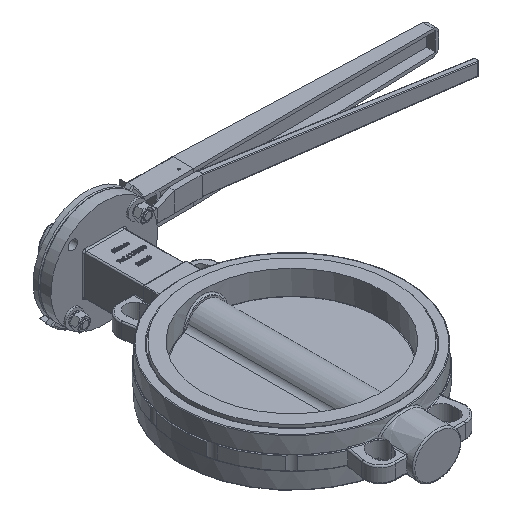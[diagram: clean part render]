
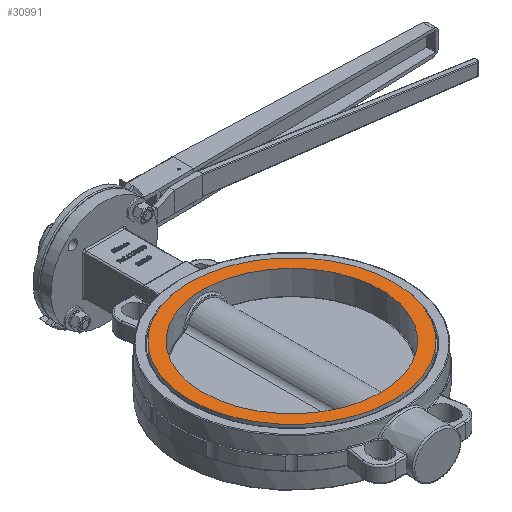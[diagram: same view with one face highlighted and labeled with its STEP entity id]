
A CAD part, isometric view. The second image highlights one B-rep face of the part: STEP entity #30991.
In plain terms, the highlighted planar face has unit normal (0, 0, 1).
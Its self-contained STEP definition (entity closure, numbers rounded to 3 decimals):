
#2436=FACE_BOUND('',#5494,.T.);
#3720=FACE_OUTER_BOUND('',#5493,.T.);
#5493=EDGE_LOOP('',(#25097));
#5494=EDGE_LOOP('',(#25098));
#6446=CIRCLE('',#32738,143.5);
#6447=CIRCLE('',#32739,125.25);
#13466=VERTEX_POINT('',#55497);
#13467=VERTEX_POINT('',#55499);
#17461=EDGE_CURVE('',#13466,#13466,#6446,.T.);
#17462=EDGE_CURVE('',#13467,#13467,#6447,.T.);
#25097=ORIENTED_EDGE('',*,*,#17461,.T.);
#25098=ORIENTED_EDGE('',*,*,#17462,.T.);
#27855=PLANE('',#32737);
#30991=ADVANCED_FACE('',(#3720,#2436),#27855,.T.);
#32737=AXIS2_PLACEMENT_3D('',#55496,#37505,#37506);
#32738=AXIS2_PLACEMENT_3D('',#55498,#37507,#37508);
#32739=AXIS2_PLACEMENT_3D('',#55500,#37509,#37510);
#37505=DIRECTION('center_axis',(0.,0.,1.));
#37506=DIRECTION('ref_axis',(-1.,0.,0.));
#37507=DIRECTION('center_axis',(0.,0.,1.));
#37508=DIRECTION('ref_axis',(1.,0.,0.));
#37509=DIRECTION('center_axis',(0.,0.,-1.));
#37510=DIRECTION('ref_axis',(1.,0.,0.));
#55496=CARTESIAN_POINT('Origin',(0.,0.,
37.));
#55497=CARTESIAN_POINT('',(-143.5,0.,37.));
#55498=CARTESIAN_POINT('Origin',(0.,0.,37.));
#55499=CARTESIAN_POINT('',(-125.25,0.,37.));
#55500=CARTESIAN_POINT('Origin',(0.,0.,37.));
